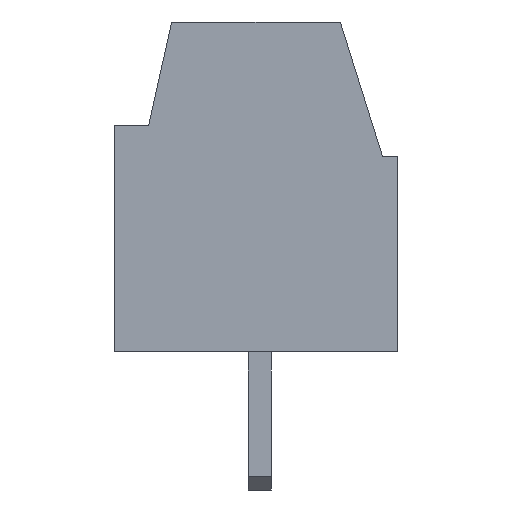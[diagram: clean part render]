
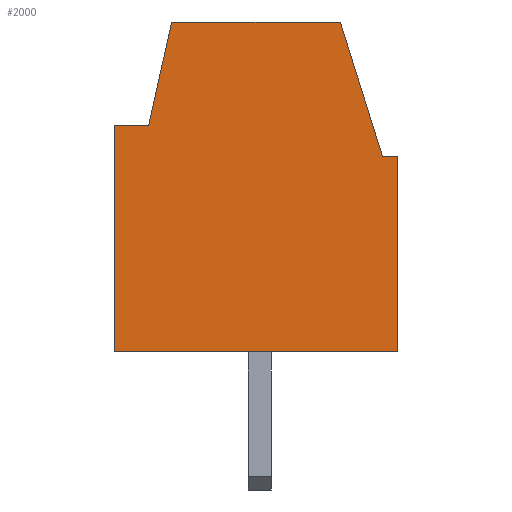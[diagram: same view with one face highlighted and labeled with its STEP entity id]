
A CAD part, left-side view. The second image highlights one B-rep face of the part: STEP entity #2000.
In plain terms, the highlighted planar face has unit normal (-1, 0, 0).
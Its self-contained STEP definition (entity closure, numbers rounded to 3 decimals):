
#1184 = VERTEX_POINT('',#1185);
#1185 = CARTESIAN_POINT('',(-1.91,-3.6,0.));
#1202 = VERTEX_POINT('',#1203);
#1203 = CARTESIAN_POINT('',(-1.91,3.8,0.));
#1209 = EDGE_CURVE('',#1184,#1202,#1210,.T.);
#1210 = LINE('',#1211,#1212);
#1211 = CARTESIAN_POINT('',(-1.91,-3.6,0.));
#1212 = VECTOR('',#1213,1.);
#1213 = DIRECTION('',(0.,1.,0.));
#1940 = VERTEX_POINT('',#1941);
#1941 = CARTESIAN_POINT('',(-1.91,-3.6,5.1));
#1956 = EDGE_CURVE('',#1940,#1184,#1957,.T.);
#1957 = LINE('',#1958,#1959);
#1958 = CARTESIAN_POINT('',(-1.91,-3.6,5.1));
#1959 = VECTOR('',#1960,1.);
#1960 = DIRECTION('',(0.,0.,-1.));
#2000 = ADVANCED_FACE('',(#2001),#2051,.F.);
#2001 = FACE_BOUND('',#2002,.F.);
#2002 = EDGE_LOOP('',(#2003,#2004,#2005,#2013,#2021,#2029,#2037,#2045));
#2003 = ORIENTED_EDGE('',*,*,#1956,.T.);
#2004 = ORIENTED_EDGE('',*,*,#1209,.T.);
#2005 = ORIENTED_EDGE('',*,*,#2006,.T.);
#2006 = EDGE_CURVE('',#1202,#2007,#2009,.T.);
#2007 = VERTEX_POINT('',#2008);
#2008 = CARTESIAN_POINT('',(-1.91,3.8,5.9));
#2009 = LINE('',#2010,#2011);
#2010 = CARTESIAN_POINT('',(-1.91,3.8,0.));
#2011 = VECTOR('',#2012,1.);
#2012 = DIRECTION('',(0.,0.,1.));
#2013 = ORIENTED_EDGE('',*,*,#2014,.T.);
#2014 = EDGE_CURVE('',#2007,#2015,#2017,.T.);
#2015 = VERTEX_POINT('',#2016);
#2016 = CARTESIAN_POINT('',(-1.91,2.9,5.9));
#2017 = LINE('',#2018,#2019);
#2018 = CARTESIAN_POINT('',(-1.91,3.8,5.9));
#2019 = VECTOR('',#2020,1.);
#2020 = DIRECTION('',(0.,-1.,0.));
#2021 = ORIENTED_EDGE('',*,*,#2022,.T.);
#2022 = EDGE_CURVE('',#2015,#2023,#2025,.T.);
#2023 = VERTEX_POINT('',#2024);
#2024 = CARTESIAN_POINT('',(-1.91,2.3,8.6));
#2025 = LINE('',#2026,#2027);
#2026 = CARTESIAN_POINT('',(-1.91,2.9,5.9));
#2027 = VECTOR('',#2028,1.);
#2028 = DIRECTION('',(0.,-0.217,0.976
    ));
#2029 = ORIENTED_EDGE('',*,*,#2030,.T.);
#2030 = EDGE_CURVE('',#2023,#2031,#2033,.T.);
#2031 = VERTEX_POINT('',#2032);
#2032 = CARTESIAN_POINT('',(-1.91,-2.1,8.6));
#2033 = LINE('',#2034,#2035);
#2034 = CARTESIAN_POINT('',(-1.91,2.3,8.6));
#2035 = VECTOR('',#2036,1.);
#2036 = DIRECTION('',(0.,-1.,0.));
#2037 = ORIENTED_EDGE('',*,*,#2038,.T.);
#2038 = EDGE_CURVE('',#2031,#2039,#2041,.T.);
#2039 = VERTEX_POINT('',#2040);
#2040 = CARTESIAN_POINT('',(-1.91,-3.2,5.1));
#2041 = LINE('',#2042,#2043);
#2042 = CARTESIAN_POINT('',(-1.91,-2.1,8.6));
#2043 = VECTOR('',#2044,1.);
#2044 = DIRECTION('',(0.,-0.3,-0.954)
  );
#2045 = ORIENTED_EDGE('',*,*,#2046,.T.);
#2046 = EDGE_CURVE('',#2039,#1940,#2047,.T.);
#2047 = LINE('',#2048,#2049);
#2048 = CARTESIAN_POINT('',(-1.91,-3.2,5.1));
#2049 = VECTOR('',#2050,1.);
#2050 = DIRECTION('',(0.,-1.,0.));
#2051 = PLANE('',#2052);
#2052 = AXIS2_PLACEMENT_3D('',#2053,#2054,#2055);
#2053 = CARTESIAN_POINT('',(-1.91,0.143,3.956));
#2054 = DIRECTION('',(1.,0.,0.));
#2055 = DIRECTION('',(0.,0.,-1.));
